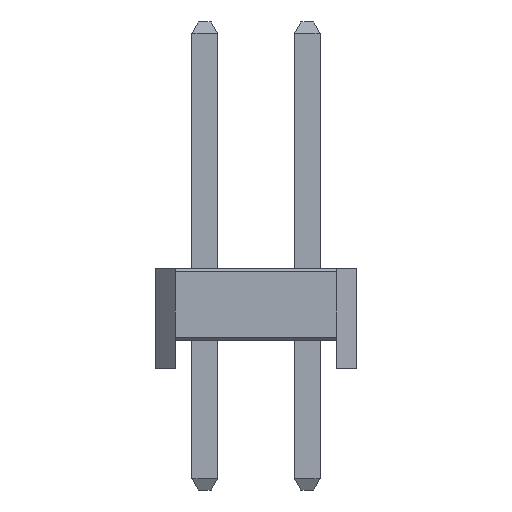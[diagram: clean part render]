
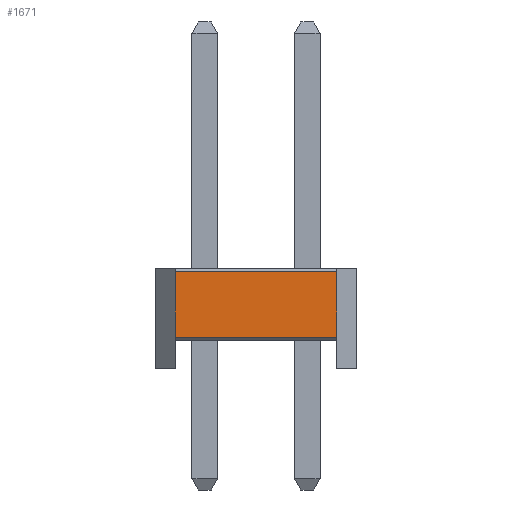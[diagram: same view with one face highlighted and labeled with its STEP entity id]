
A CAD part, left-side view. The second image highlights one B-rep face of the part: STEP entity #1671.
In plain terms, the highlighted planar face has unit normal (-1, 0, 0).
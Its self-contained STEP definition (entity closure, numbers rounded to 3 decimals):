
#1671=ADVANCED_FACE('',(#2709),#2711,.T.);
#2709=FACE_BOUND('',#2710,.T.);
#2710=EDGE_LOOP('',(#3410,#3411,#3412,#3413));
#2711=PLANE('',#2712);
#2712=AXIS2_PLACEMENT_3D('',#2713,#2714,#2715);
#2713=CARTESIAN_POINT('',(-1.27,3.27,0.));
#2714=DIRECTION('',(-1.,0.,0.));
#2715=DIRECTION('',(0.,-1.,0.));
#3410=ORIENTED_EDGE('',*,*,#3752,.T.);
#3411=ORIENTED_EDGE('',*,*,#3769,.T.);
#3412=ORIENTED_EDGE('',*,*,#3765,.T.);
#3413=ORIENTED_EDGE('',*,*,#3768,.F.);
#3752=EDGE_CURVE('',#4242,#4244,#4246,.F.);
#3765=EDGE_CURVE('',#4264,#4262,#4265,.F.);
#3768=EDGE_CURVE('',#4242,#4262,#4268,.T.);
#3769=EDGE_CURVE('',#4244,#4264,#4269,.T.);
#4242=VERTEX_POINT('',#5318);
#4244=VERTEX_POINT('',#5322);
#4246=LINE('',#5326,#5327);
#4262=VERTEX_POINT('',#5366);
#4264=VERTEX_POINT('',#5370);
#4265=LINE('',#5371,#5372);
#4268=LINE('',#5380,#5381);
#4269=LINE('',#5383,#5384);
#5318=CARTESIAN_POINT('',(-1.27,3.27,0.785));
#5322=CARTESIAN_POINT('',(-1.27,-0.73,0.785));
#5326=CARTESIAN_POINT('',(-1.27,-0.73,0.785));
#5327=VECTOR('',#5328,1.);
#5328=DIRECTION('',(0.,1.,0.));
#5366=CARTESIAN_POINT('',(-1.27,3.27,2.415));
#5370=CARTESIAN_POINT('',(-1.27,-0.73,2.415));
#5371=CARTESIAN_POINT('',(-1.27,3.27,2.415));
#5372=VECTOR('',#5373,1.);
#5373=DIRECTION('',(0.,-1.,0.));
#5380=CARTESIAN_POINT('',(-1.27,3.27,0.785));
#5381=VECTOR('',#5382,1.);
#5382=DIRECTION('',(0.,0.,1.));
#5383=CARTESIAN_POINT('',(-1.27,-0.73,0.785));
#5384=VECTOR('',#5385,1.);
#5385=DIRECTION('',(0.,0.,1.));
